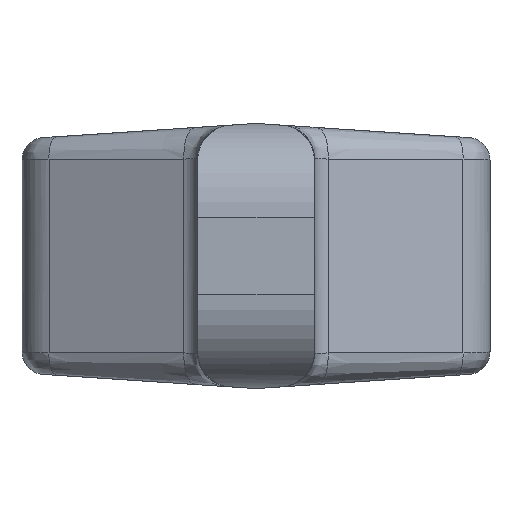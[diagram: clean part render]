
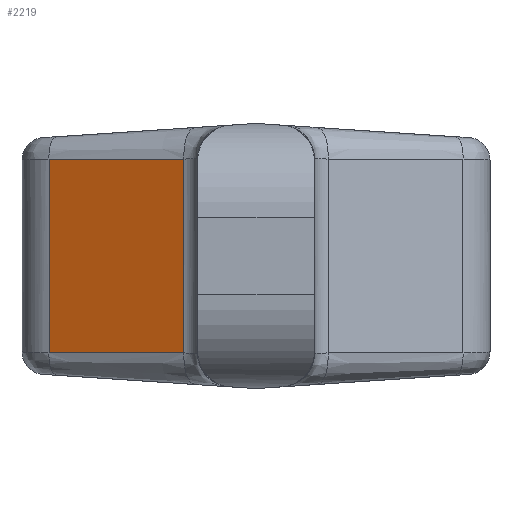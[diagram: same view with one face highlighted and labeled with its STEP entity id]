
A CAD part, left-side view. The second image highlights one B-rep face of the part: STEP entity #2219.
In plain terms, the highlighted planar face has unit normal (-0.906, 0.423, 0).
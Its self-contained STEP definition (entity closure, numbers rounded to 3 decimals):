
#18 = ORIENTED_EDGE ( 'NONE', *, *, #1688, .T. ) ;
#40 = CARTESIAN_POINT ( 'NONE',  ( -21.937, 28.084, 12.7 ) ) ;
#71 = VERTEX_POINT ( 'NONE', #1920 ) ;
#198 = CARTESIAN_POINT ( 'NONE',  ( -21.937, 28.084, -13.149 ) ) ;
#489 = CARTESIAN_POINT ( 'NONE',  ( -24.773, 22.002, 13.553 ) ) ;
#498 = VECTOR ( 'NONE', #3131, 1000. ) ;
#623 = ORIENTED_EDGE ( 'NONE', *, *, #4372, .F. ) ;
#687 = AXIS2_PLACEMENT_3D ( 'NONE', #4207, #4597, #2291 ) ;
#1171 = DIRECTION ( 'NONE',  ( 0., 0., 1. ) ) ;
#1347 = VERTEX_POINT ( 'NONE', #2417 ) ;
#1460 = EDGE_CURVE ( 'NONE', #3950, #1768, #3121, .T. ) ;
#1688 = EDGE_CURVE ( 'NONE', #3950, #71, #4235, .T. ) ;
#1768 = VERTEX_POINT ( 'NONE', #2390 ) ;
#1849 = LINE ( 'NONE', #40, #498 ) ;
#1920 = CARTESIAN_POINT ( 'NONE',  ( -30.476, 9.771, 13.129 ) ) ;
#2133 = CARTESIAN_POINT ( 'NONE',  ( -30.476, 9.771, -13.129 ) ) ;
#2219 = ADVANCED_FACE ( 'NONE', ( #4533 ), #3797, .T. ) ;
#2269 = ORIENTED_EDGE ( 'NONE', *, *, #4677, .T. ) ;
#2291 = DIRECTION ( 'NONE',  ( -0.423, -0.906, 0. ) ) ;
#2323 = CARTESIAN_POINT ( 'NONE',  ( -30.476, 9.771, -12.7 ) ) ;
#2390 = CARTESIAN_POINT ( 'NONE',  ( -21.937, 28.084, -13.149 ) ) ;
#2417 = CARTESIAN_POINT ( 'NONE',  ( -21.937, 28.084, 13.149 ) ) ;
#2527 = CARTESIAN_POINT ( 'NONE',  ( -27.64, 15.853, -12.725 ) ) ;
#2717 = CARTESIAN_POINT ( 'NONE',  ( -30.476, 9.771, -13.129 ) ) ;
#2883 = B_SPLINE_CURVE_WITH_KNOTS ( 'NONE', 3,
 ( #4675, #489, #3894, #3178 ),
 .UNSPECIFIED., .F., .F.,
 ( 4, 4 ),
 ( 0., 1. ),
 .UNSPECIFIED. ) ;
#3074 = ORIENTED_EDGE ( 'NONE', *, *, #1460, .F. ) ;
#3121 = B_SPLINE_CURVE_WITH_KNOTS ( 'NONE', 3,
 ( #2133, #2527, #3322, #198 ),
 .UNSPECIFIED., .F., .F.,
 ( 4, 4 ),
 ( 0., 1. ),
 .UNSPECIFIED. ) ;
#3131 = DIRECTION ( 'NONE',  ( 0., 0., -1. ) ) ;
#3178 = CARTESIAN_POINT ( 'NONE',  ( -30.476, 9.771, 13.129 ) ) ;
#3322 = CARTESIAN_POINT ( 'NONE',  ( -24.773, 22.002, -13.553 ) ) ;
#3797 = PLANE ( 'NONE',  #687 ) ;
#3894 = CARTESIAN_POINT ( 'NONE',  ( -27.64, 15.853, 12.725 ) ) ;
#3907 = EDGE_LOOP ( 'NONE', ( #2269, #3074, #18, #623 ) ) ;
#3950 = VERTEX_POINT ( 'NONE', #2717 ) ;
#4207 = CARTESIAN_POINT ( 'NONE',  ( -21.937, 28.084, 12.7 ) ) ;
#4235 = LINE ( 'NONE', #2323, #5003 ) ;
#4372 = EDGE_CURVE ( 'NONE', #1347, #71, #2883, .T. ) ;
#4533 = FACE_OUTER_BOUND ( 'NONE', #3907, .T. ) ;
#4597 = DIRECTION ( 'NONE',  ( -0.906, 0.423, 0. ) ) ;
#4675 = CARTESIAN_POINT ( 'NONE',  ( -21.937, 28.084, 13.149 ) ) ;
#4677 = EDGE_CURVE ( 'NONE', #1347, #1768, #1849, .T. ) ;
#5003 = VECTOR ( 'NONE', #1171, 1000. ) ;
